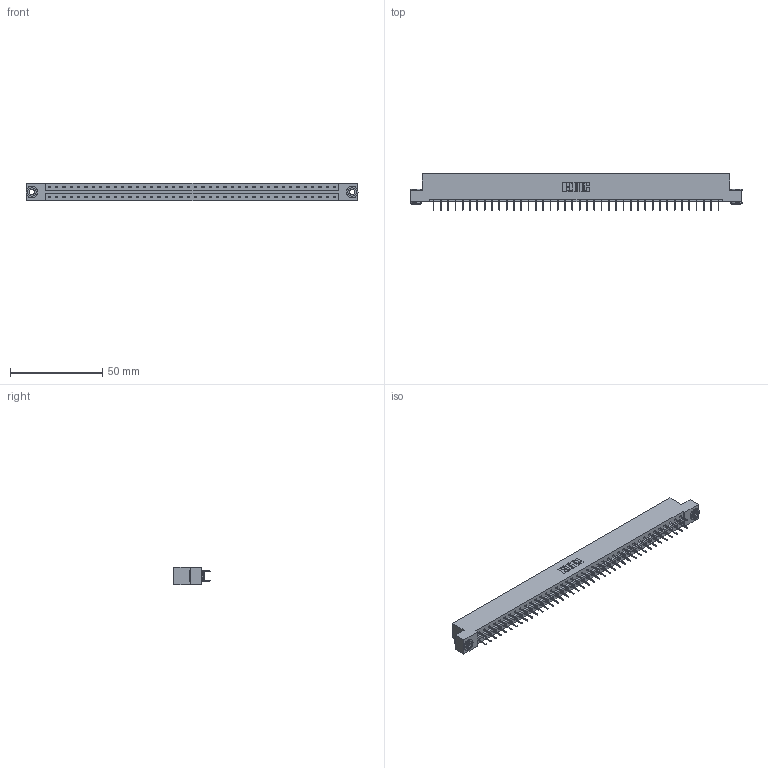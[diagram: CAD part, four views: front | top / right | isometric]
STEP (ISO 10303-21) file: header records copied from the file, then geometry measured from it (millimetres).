
FILE_DESCRIPTION (( 'STEP AP203' ), '1' );
FILE_NAME ('833-080-524-203.STEP', '2020-06-05T21:36:07', ( '' ), ( '' ), 'SwSTEP 2.0', 'SolidWorks 2020', '' );
FILE_SCHEMA (( 'CONFIG_CONTROL_DESIGN' ));
Length unit declared in the file: inch
Products named in the file (4): 833-080-524-203; 345-292-001_345-293-124; 833 Part_Flush - .156 Dia - TH; 345-250-002_345-250-002-102
Assembly tree (83 placements, depth 2):
  833-080-524-203
    833 Part_Flush - .156 Dia - TH
    345-292-001_345-293-124  x80
    345-250-002_345-250-002-102  x2
Bounding box: 180.04 x 19.69 x 9.4 mm (x, y, z)
Volume: 18260.2 mm3; surface area: 21424.1 mm2
Topology: 83 solids, 83 shells, 4632 faces, 13107 edges, 8414 vertices
Faces by surface type: plane 3440, cylinder 1184, cone 8
Entity records: 26716 total; most frequent: CARTESIAN_POINT 4405, ORIENTED_EDGE 4334, DIRECTION 3801, EDGE_CURVE 2167, LINE 2019, VECTOR 2019, VERTEX_POINT 1438, AXIS2_PLACEMENT_3D 891
